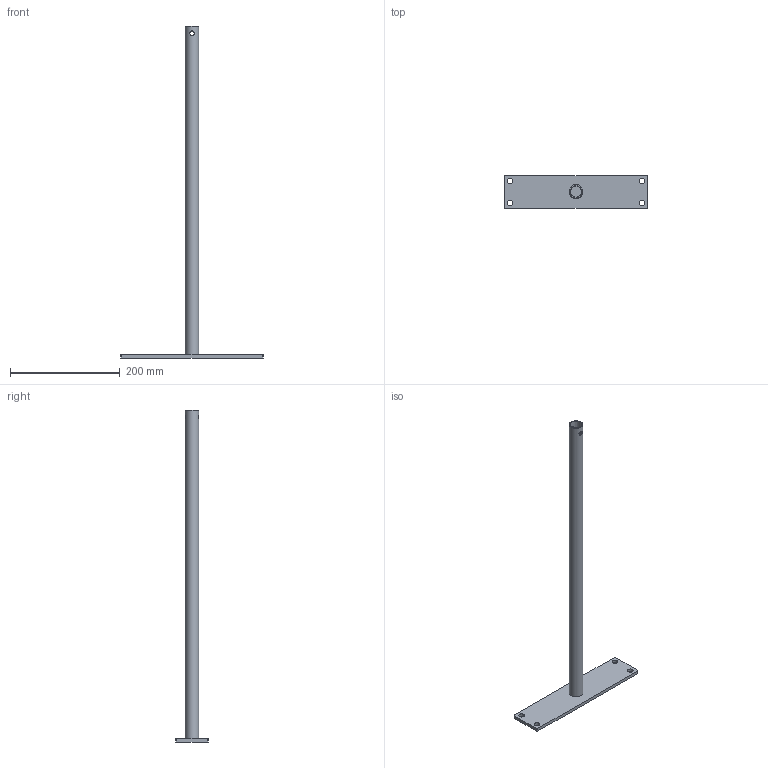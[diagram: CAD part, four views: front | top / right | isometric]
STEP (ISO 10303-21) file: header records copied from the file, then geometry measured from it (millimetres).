
FILE_DESCRIPTION(('FreeCAD Model'),'2;1');
FILE_NAME('Open CASCADE Shape Model','2025-06-24T14:58:44',(''),(''), 'Open CASCADE STEP processor 7.8','FreeCAD','Unknown');
FILE_SCHEMA(('AUTOMOTIVE_DESIGN { 1 0 10303 214 1 1 1 1 }'));
Length unit declared in the file: millimetre
Products named in the file (1): Bracket top
Bounding box: 260 x 60 x 604 mm (x, y, z)
Volume: 177909.1 mm3; surface area: 121456.6 mm2
Topology: 1 solids, 1 shells, 20 faces, 48 edges, 32 vertices
Faces by surface type: cylinder 12, plane 8
Full cylindrical faces by diameter (mm): 8 x2, 10 x4, 21 x1, 25 x1
Entity records: 962 total; most frequent: CARTESIAN_POINT 433, DIRECTION 106, ORIENTED_EDGE 96, EDGE_CURVE 48, AXIS2_PLACEMENT_3D 41, FACE_BOUND 34, EDGE_LOOP 34, VERTEX_POINT 32
